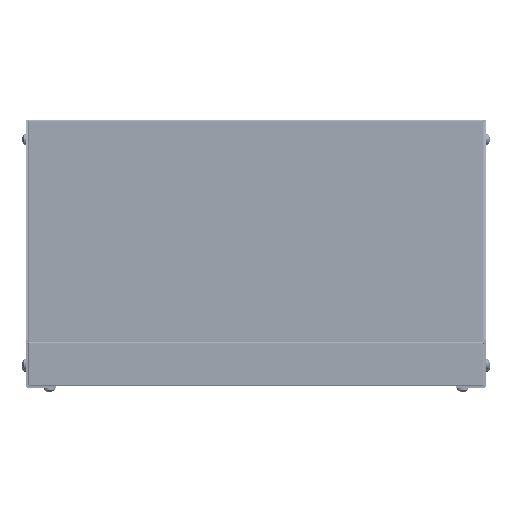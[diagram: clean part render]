
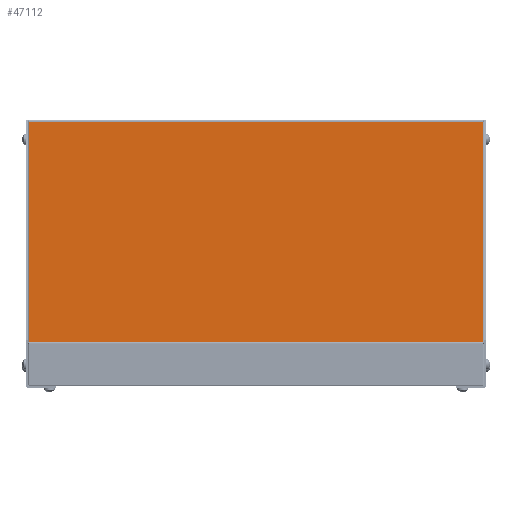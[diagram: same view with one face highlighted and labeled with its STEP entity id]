
A CAD part, front view. The second image highlights one B-rep face of the part: STEP entity #47112.
In plain terms, the highlighted planar face has unit normal (0, -1, 0).
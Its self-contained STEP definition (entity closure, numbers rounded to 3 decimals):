
#3984 = LINE ( 'NONE', #9746, #57786 ) ;
#7633 = VERTEX_POINT ( 'NONE', #22324 ) ;
#8069 = VECTOR ( 'NONE', #57864, 1000. ) ;
#8233 = ORIENTED_EDGE ( 'NONE', *, *, #25900, .T. ) ;
#8753 = PLANE ( 'NONE',  #38797 ) ;
#9169 = LINE ( 'NONE', #59837, #62981 ) ;
#9746 = CARTESIAN_POINT ( 'NONE',  ( -257., 0., 148.1 ) ) ;
#11768 = EDGE_CURVE ( 'NONE', #7633, #56601, #61874, .T. ) ;
#12242 = VECTOR ( 'NONE', #58361, 1000. ) ;
#14001 = DIRECTION ( 'NONE',  ( 0., -1., 0. ) ) ;
#15873 = ORIENTED_EDGE ( 'NONE', *, *, #11768, .T. ) ;
#16673 = VERTEX_POINT ( 'NONE', #48677 ) ;
#19705 = ORIENTED_EDGE ( 'NONE', *, *, #37642, .T. ) ;
#21926 = CARTESIAN_POINT ( 'NONE',  ( 255.005, 0., -148.1 ) ) ;
#22324 = CARTESIAN_POINT ( 'NONE',  ( -255.005, 0., 148.1 ) ) ;
#25900 = EDGE_CURVE ( 'NONE', #43956, #7633, #3984, .T. ) ;
#26693 = CARTESIAN_POINT ( 'NONE',  ( -255.005, 0., 148.1 ) ) ;
#33637 = DIRECTION ( 'NONE',  ( 1., 0., 0. ) ) ;
#34744 = CARTESIAN_POINT ( 'NONE',  ( -257., 0., -150. ) ) ;
#37642 = EDGE_CURVE ( 'NONE', #16673, #43956, #53837, .T. ) ;
#38797 = AXIS2_PLACEMENT_3D ( 'NONE', #34744, #14001, #50429 ) ;
#40347 = CARTESIAN_POINT ( 'NONE',  ( 255.005, 0., 148.1 ) ) ;
#43956 = VERTEX_POINT ( 'NONE', #40347 ) ;
#47112 = ADVANCED_FACE ( 'NONE', ( #62943 ), #8753, .T. ) ;
#48677 = CARTESIAN_POINT ( 'NONE',  ( 255.005, 0., -148.1 ) ) ;
#50429 = DIRECTION ( 'NONE',  ( 0., 0., -1. ) ) ;
#53837 = LINE ( 'NONE', #21926, #12242 ) ;
#54252 = EDGE_CURVE ( 'NONE', #56601, #16673, #9169, .T. ) ;
#56601 = VERTEX_POINT ( 'NONE', #62035 ) ;
#57786 = VECTOR ( 'NONE', #61915, 1000. ) ;
#57864 = DIRECTION ( 'NONE',  ( 0., 0., -1. ) ) ;
#58361 = DIRECTION ( 'NONE',  ( 0., 0., 1. ) ) ;
#59837 = CARTESIAN_POINT ( 'NONE',  ( -257., 0., -148.1 ) ) ;
#61874 = LINE ( 'NONE', #26693, #8069 ) ;
#61915 = DIRECTION ( 'NONE',  ( -1., 0., 0. ) ) ;
#62035 = CARTESIAN_POINT ( 'NONE',  ( -255.005, 0., -148.1 ) ) ;
#62686 = ORIENTED_EDGE ( 'NONE', *, *, #54252, .T. ) ;
#62943 = FACE_OUTER_BOUND ( 'NONE', #66496, .T. ) ;
#62981 = VECTOR ( 'NONE', #33637, 1000. ) ;
#66496 = EDGE_LOOP ( 'NONE', ( #8233, #15873, #62686, #19705 ) ) ;
